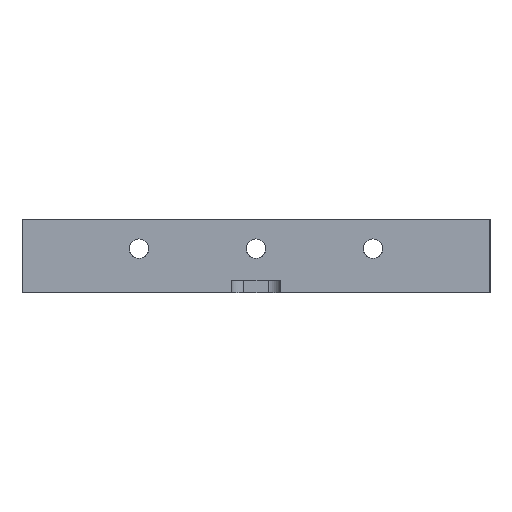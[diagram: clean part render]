
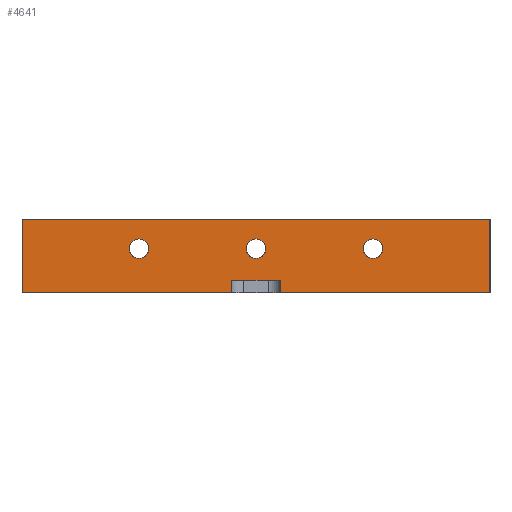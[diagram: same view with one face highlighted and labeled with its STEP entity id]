
A CAD part, left-side view. The second image highlights one B-rep face of the part: STEP entity #4641.
In plain terms, the highlighted planar face has unit normal (-1, 0, 0).
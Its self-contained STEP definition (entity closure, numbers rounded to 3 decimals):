
#40 = ORIENTED_EDGE ( 'NONE', *, *, #5737, .T. ) ;
#143 = EDGE_CURVE ( 'NONE', #3222, #3975, #2820, .T. ) ;
#228 = CIRCLE ( 'NONE', #3865, 4. ) ;
#263 = EDGE_CURVE ( 'NONE', #2210, #2920, #3874, .T. ) ;
#269 = CIRCLE ( 'NONE', #3823, 4. ) ;
#315 = CARTESIAN_POINT ( 'NONE',  ( 0., 106., 5. ) ) ;
#332 = EDGE_CURVE ( 'NONE', #3975, #3222, #269, .T. ) ;
#344 = VECTOR ( 'NONE', #5038, 1000. ) ;
#373 = CARTESIAN_POINT ( 'NONE',  ( 0., 86., 5. ) ) ;
#378 = VECTOR ( 'NONE', #2107, 1000. ) ;
#396 = ORIENTED_EDGE ( 'NONE', *, *, #332, .T. ) ;
#593 = EDGE_CURVE ( 'NONE', #3300, #1138, #7210, .T. ) ;
#804 = EDGE_CURVE ( 'NONE', #1959, #4112, #4408, .T. ) ;
#808 = ORIENTED_EDGE ( 'NONE', *, *, #3263, .T. ) ;
#877 = DIRECTION ( 'NONE',  ( 1., 0., 0. ) ) ;
#885 = DIRECTION ( 'NONE',  ( 0., -1., 0. ) ) ;
#1065 = PLANE ( 'NONE',  #7339 ) ;
#1127 = EDGE_CURVE ( 'NONE', #4112, #1138, #6306, .T. ) ;
#1138 = VERTEX_POINT ( 'NONE', #6030 ) ;
#1265 = FACE_OUTER_BOUND ( 'NONE', #5221, .T. ) ;
#1314 = CARTESIAN_POINT ( 'NONE',  ( 0., 0., 0. ) ) ;
#1323 = CARTESIAN_POINT ( 'NONE',  ( 0., 144., 22. ) ) ;
#1398 = DIRECTION ( 'NONE',  ( 1., 0., 0. ) ) ;
#1494 = CARTESIAN_POINT ( 'NONE',  ( 0., 106., 5. ) ) ;
#1519 = DIRECTION ( 'NONE',  ( 0., 0., -1. ) ) ;
#1521 = DIRECTION ( 'NONE',  ( 0., 0., -1. ) ) ;
#1536 = CIRCLE ( 'NONE', #5494, 4. ) ;
#1540 = DIRECTION ( 'NONE',  ( 0., 0., -1. ) ) ;
#1545 = ORIENTED_EDGE ( 'NONE', *, *, #3318, .T. ) ;
#1552 = LINE ( 'NONE', #3822, #4807 ) ;
#1580 = CARTESIAN_POINT ( 'NONE',  ( 0., 144., 18. ) ) ;
#1668 = CIRCLE ( 'NONE', #3505, 4. ) ;
#1675 = VECTOR ( 'NONE', #5761, 1000. ) ;
#1693 = DIRECTION ( 'NONE',  ( 1., 0., 0. ) ) ;
#1699 = DIRECTION ( 'NONE',  ( 1., 0., 0. ) ) ;
#1731 = EDGE_CURVE ( 'NONE', #6387, #3300, #1552, .T. ) ;
#1950 = VERTEX_POINT ( 'NONE', #2745 ) ;
#1959 = VERTEX_POINT ( 'NONE', #6105 ) ;
#1996 = DIRECTION ( 'NONE',  ( 1., 0., 0. ) ) ;
#2107 = DIRECTION ( 'NONE',  ( 0., -1., 0. ) ) ;
#2182 = CARTESIAN_POINT ( 'NONE',  ( 0., 48., 18. ) ) ;
#2210 = VERTEX_POINT ( 'NONE', #3012 ) ;
#2275 = DIRECTION ( 'NONE',  ( 0., 0., -1. ) ) ;
#2341 = VERTEX_POINT ( 'NONE', #4012 ) ;
#2356 = EDGE_CURVE ( 'NONE', #6387, #2210, #5113, .T. ) ;
#2382 = FACE_BOUND ( 'NONE', #4206, .T. ) ;
#2408 = VERTEX_POINT ( 'NONE', #2629 ) ;
#2469 = CARTESIAN_POINT ( 'NONE',  ( 0., 0., 30. ) ) ;
#2525 = VECTOR ( 'NONE', #1521, 1000. ) ;
#2567 = ORIENTED_EDGE ( 'NONE', *, *, #263, .F. ) ;
#2599 = VECTOR ( 'NONE', #8006, 1000. ) ;
#2629 = CARTESIAN_POINT ( 'NONE',  ( 0., 48., 22. ) ) ;
#2680 = EDGE_LOOP ( 'NONE', ( #4246, #4797 ) ) ;
#2705 = VECTOR ( 'NONE', #885, 1000. ) ;
#2718 = VERTEX_POINT ( 'NONE', #4766 ) ;
#2745 = CARTESIAN_POINT ( 'NONE',  ( 0., 96., 14. ) ) ;
#2777 = EDGE_CURVE ( 'NONE', #2408, #2341, #1536, .T. ) ;
#2816 = DIRECTION ( 'NONE',  ( 0., 0., -1. ) ) ;
#2820 = CIRCLE ( 'NONE', #7535, 4. ) ;
#2920 = VERTEX_POINT ( 'NONE', #4358 ) ;
#2923 = LINE ( 'NONE', #1314, #1675 ) ;
#2949 = AXIS2_PLACEMENT_3D ( 'NONE', #4844, #1693, #2816 ) ;
#3012 = CARTESIAN_POINT ( 'NONE',  ( 0., 0., 30. ) ) ;
#3179 = ORIENTED_EDGE ( 'NONE', *, *, #804, .F. ) ;
#3222 = VERTEX_POINT ( 'NONE', #7951 ) ;
#3263 = EDGE_CURVE ( 'NONE', #1959, #6589, #6086, .T. ) ;
#3300 = VERTEX_POINT ( 'NONE', #6764 ) ;
#3318 = EDGE_CURVE ( 'NONE', #2718, #1950, #6782, .T. ) ;
#3505 = AXIS2_PLACEMENT_3D ( 'NONE', #3576, #1398, #8176 ) ;
#3576 = CARTESIAN_POINT ( 'NONE',  ( 0., 48., 18. ) ) ;
#3613 = ORIENTED_EDGE ( 'NONE', *, *, #1731, .T. ) ;
#3822 = CARTESIAN_POINT ( 'NONE',  ( 0., 192., 30. ) ) ;
#3823 = AXIS2_PLACEMENT_3D ( 'NONE', #6416, #1996, #6449 ) ;
#3865 = AXIS2_PLACEMENT_3D ( 'NONE', #4659, #877, #1519 ) ;
#3874 = LINE ( 'NONE', #2469, #344 ) ;
#3975 = VERTEX_POINT ( 'NONE', #1323 ) ;
#4012 = CARTESIAN_POINT ( 'NONE',  ( 0., 48., 14. ) ) ;
#4032 = ORIENTED_EDGE ( 'NONE', *, *, #1127, .F. ) ;
#4084 = DIRECTION ( 'NONE',  ( 0., 1., 0. ) ) ;
#4112 = VERTEX_POINT ( 'NONE', #1494 ) ;
#4206 = EDGE_LOOP ( 'NONE', ( #40, #1545 ) ) ;
#4246 = ORIENTED_EDGE ( 'NONE', *, *, #8120, .T. ) ;
#4249 = FACE_BOUND ( 'NONE', #2680, .T. ) ;
#4358 = CARTESIAN_POINT ( 'NONE',  ( 0., 0., 0. ) ) ;
#4408 = LINE ( 'NONE', #315, #4814 ) ;
#4641 = ADVANCED_FACE ( 'NONE', ( #4249, #7457, #2382, #1265 ), #1065, .F. ) ;
#4659 = CARTESIAN_POINT ( 'NONE',  ( 0., 96., 18. ) ) ;
#4718 = ORIENTED_EDGE ( 'NONE', *, *, #593, .T. ) ;
#4742 = DIRECTION ( 'NONE',  ( 1., 0., 0. ) ) ;
#4766 = CARTESIAN_POINT ( 'NONE',  ( 0., 96., 22. ) ) ;
#4797 = ORIENTED_EDGE ( 'NONE', *, *, #2777, .T. ) ;
#4807 = VECTOR ( 'NONE', #6347, 1000. ) ;
#4814 = VECTOR ( 'NONE', #7258, 1000. ) ;
#4844 = CARTESIAN_POINT ( 'NONE',  ( 0., 96., 18. ) ) ;
#4942 = ORIENTED_EDGE ( 'NONE', *, *, #6934, .T. ) ;
#5038 = DIRECTION ( 'NONE',  ( 0., 0., -1. ) ) ;
#5088 = ORIENTED_EDGE ( 'NONE', *, *, #2356, .F. ) ;
#5113 = LINE ( 'NONE', #7837, #2705 ) ;
#5221 = EDGE_LOOP ( 'NONE', ( #3179, #808, #4942, #2567, #5088, #3613, #4718, #4032 ) ) ;
#5392 = CARTESIAN_POINT ( 'NONE',  ( 0., 106., 5. ) ) ;
#5399 = DIRECTION ( 'NONE',  ( 1., 0., 0. ) ) ;
#5494 = AXIS2_PLACEMENT_3D ( 'NONE', #2182, #4742, #1540 ) ;
#5505 = CARTESIAN_POINT ( 'NONE',  ( 0., 0., 30. ) ) ;
#5737 = EDGE_CURVE ( 'NONE', #1950, #2718, #228, .T. ) ;
#5761 = DIRECTION ( 'NONE',  ( 0., -1., 0. ) ) ;
#5826 = CARTESIAN_POINT ( 'NONE',  ( 0., 86., 0. ) ) ;
#6030 = CARTESIAN_POINT ( 'NONE',  ( 0., 106., 0. ) ) ;
#6086 = LINE ( 'NONE', #373, #2599 ) ;
#6105 = CARTESIAN_POINT ( 'NONE',  ( 0., 86., 5. ) ) ;
#6306 = LINE ( 'NONE', #5392, #2525 ) ;
#6347 = DIRECTION ( 'NONE',  ( 0., 0., -1. ) ) ;
#6387 = VERTEX_POINT ( 'NONE', #6681 ) ;
#6416 = CARTESIAN_POINT ( 'NONE',  ( 0., 144., 18. ) ) ;
#6449 = DIRECTION ( 'NONE',  ( 0., 0., -1. ) ) ;
#6586 = CARTESIAN_POINT ( 'NONE',  ( 0., 0., 0. ) ) ;
#6589 = VERTEX_POINT ( 'NONE', #5826 ) ;
#6681 = CARTESIAN_POINT ( 'NONE',  ( 0., 192., 30. ) ) ;
#6764 = CARTESIAN_POINT ( 'NONE',  ( 0., 192., 0. ) ) ;
#6782 = CIRCLE ( 'NONE', #2949, 4. ) ;
#6934 = EDGE_CURVE ( 'NONE', #6589, #2920, #2923, .T. ) ;
#7210 = LINE ( 'NONE', #6586, #378 ) ;
#7258 = DIRECTION ( 'NONE',  ( 0., 1., 0. ) ) ;
#7271 = EDGE_LOOP ( 'NONE', ( #7374, #396 ) ) ;
#7339 = AXIS2_PLACEMENT_3D ( 'NONE', #5505, #1699, #4084 ) ;
#7374 = ORIENTED_EDGE ( 'NONE', *, *, #143, .T. ) ;
#7457 = FACE_BOUND ( 'NONE', #7271, .T. ) ;
#7535 = AXIS2_PLACEMENT_3D ( 'NONE', #1580, #5399, #2275 ) ;
#7837 = CARTESIAN_POINT ( 'NONE',  ( 0., 0., 30. ) ) ;
#7951 = CARTESIAN_POINT ( 'NONE',  ( 0., 144., 14. ) ) ;
#8006 = DIRECTION ( 'NONE',  ( 0., 0., -1. ) ) ;
#8120 = EDGE_CURVE ( 'NONE', #2341, #2408, #1668, .T. ) ;
#8176 = DIRECTION ( 'NONE',  ( 0., 0., -1. ) ) ;
